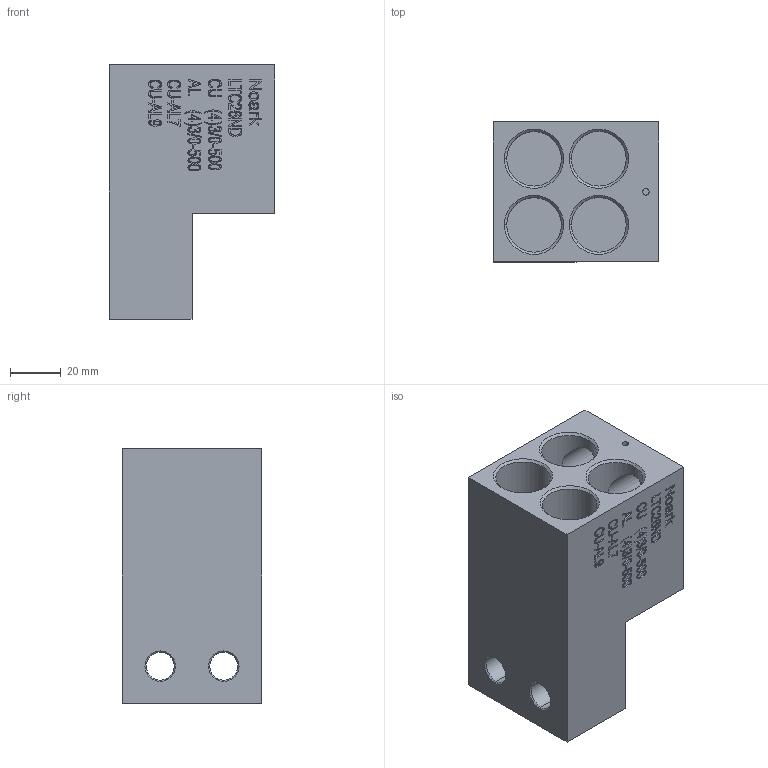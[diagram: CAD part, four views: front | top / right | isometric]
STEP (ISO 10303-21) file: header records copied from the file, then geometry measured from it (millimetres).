
FILE_DESCRIPTION((''),'2;1');
FILE_NAME('8574M0726105_PRT','2021-09-07T08:39:19',('zhxmin'),(''),'CREO PARAMETRIC BY PTC INC, 2018020','CREO PARAMETRIC BY PTC INC, 2018020','');
FILE_SCHEMA(('CONFIG_CONTROL_DESIGN','SHAPE_APPEARANCE_LAYERS_GROUPS'));
Length unit declared in the file: metre
Products named in the file (1): 8574M0726105_PRT
Bounding box: 65 x 55 x 100 mm (x, y, z)
Volume: 176437.6 mm3; surface area: 47659.1 mm2
Topology: 1 solids, 1 shells, 531 faces, 1415 edges, 952 vertices
Faces by surface type: plane 306, extrusion 165, cylinder 32, cone 28
Entity records: 21117 total; most frequent: CARTESIAN_POINT 7944, ORIENTED_EDGE 2830, DIRECTION 1998, EDGE_CURVE 1415, VECTOR 1096, VERTEX_POINT 952, LINE 931, EDGE_LOOP 611
